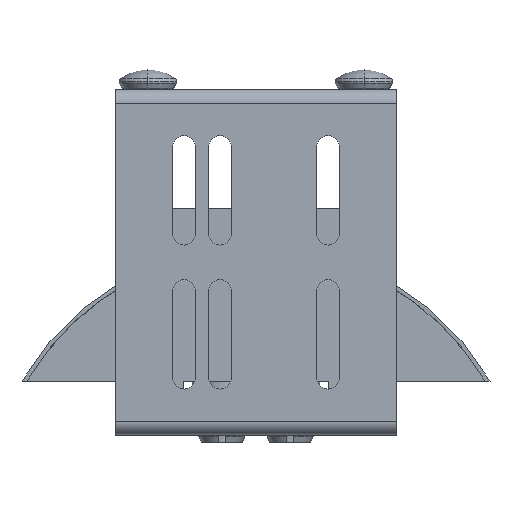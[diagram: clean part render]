
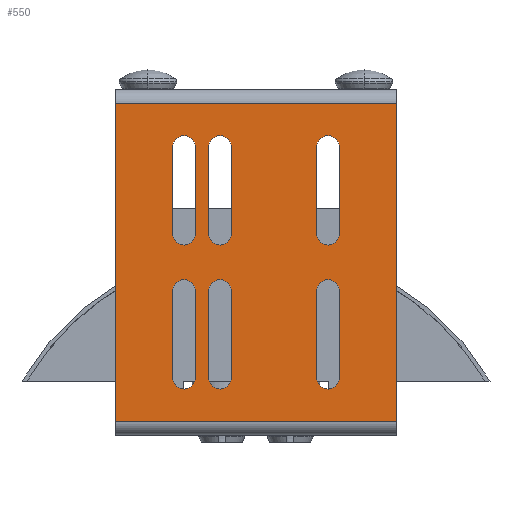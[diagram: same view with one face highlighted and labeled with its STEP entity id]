
A CAD part, left-side view. The second image highlights one B-rep face of the part: STEP entity #550.
In plain terms, the highlighted planar face has unit normal (-1, 0, 0).
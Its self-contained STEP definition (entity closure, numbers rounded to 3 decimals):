
#550=ADVANCED_FACE('',(#1491,#1492,#1493,#1494,#1495,#1496,#1497),#1498,.T.);
#1491=FACE_BOUND('',#2884,.T.);
#1492=FACE_BOUND('',#2885,.T.);
#1493=FACE_BOUND('',#2886,.T.);
#1494=FACE_BOUND('',#2887,.T.);
#1495=FACE_BOUND('',#2888,.T.);
#1496=FACE_BOUND('',#2889,.T.);
#1497=FACE_OUTER_BOUND('',#2890,.T.);
#1498=PLANE('',#2891);
#2884=EDGE_LOOP('',(#4521,#4522,#4523,#4524));
#2885=EDGE_LOOP('',(#4525,#4526,#4527,#4528));
#2886=EDGE_LOOP('',(#4529,#4530,#4531,#4532));
#2887=EDGE_LOOP('',(#4533,#4534,#4535,#4536));
#2888=EDGE_LOOP('',(#4537,#4538,#4539,#4540));
#2889=EDGE_LOOP('',(#4541,#4542,#4543,#4544));
#2890=EDGE_LOOP('',(#4545,#4546,#4547,#4548));
#2891=AXIS2_PLACEMENT_3D('',#4549,#4550,#4551);
#4521=ORIENTED_EDGE('',*,*,#8068,.T.);
#4522=ORIENTED_EDGE('',*,*,#8196,.T.);
#4523=ORIENTED_EDGE('',*,*,#8073,.T.);
#4524=ORIENTED_EDGE('',*,*,#8197,.T.);
#4525=ORIENTED_EDGE('',*,*,#8078,.T.);
#4526=ORIENTED_EDGE('',*,*,#8198,.T.);
#4527=ORIENTED_EDGE('',*,*,#8083,.T.);
#4528=ORIENTED_EDGE('',*,*,#8199,.T.);
#4529=ORIENTED_EDGE('',*,*,#8088,.T.);
#4530=ORIENTED_EDGE('',*,*,#8200,.T.);
#4531=ORIENTED_EDGE('',*,*,#8093,.T.);
#4532=ORIENTED_EDGE('',*,*,#8201,.T.);
#4533=ORIENTED_EDGE('',*,*,#8098,.T.);
#4534=ORIENTED_EDGE('',*,*,#8202,.T.);
#4535=ORIENTED_EDGE('',*,*,#8103,.T.);
#4536=ORIENTED_EDGE('',*,*,#8203,.T.);
#4537=ORIENTED_EDGE('',*,*,#8108,.T.);
#4538=ORIENTED_EDGE('',*,*,#8204,.T.);
#4539=ORIENTED_EDGE('',*,*,#8113,.T.);
#4540=ORIENTED_EDGE('',*,*,#8205,.T.);
#4541=ORIENTED_EDGE('',*,*,#8118,.T.);
#4542=ORIENTED_EDGE('',*,*,#8206,.T.);
#4543=ORIENTED_EDGE('',*,*,#8123,.T.);
#4544=ORIENTED_EDGE('',*,*,#8207,.T.);
#4545=ORIENTED_EDGE('',*,*,#8140,.T.);
#4546=ORIENTED_EDGE('',*,*,#8194,.F.);
#4547=ORIENTED_EDGE('',*,*,#8208,.F.);
#4548=ORIENTED_EDGE('',*,*,#8209,.T.);
#4549=CARTESIAN_POINT('',(0.0,39.0,48.));
#4550=DIRECTION('',(-1.0,0.0,0.0));
#4551=DIRECTION('',(0.0,0.0,-1.0));
#8068=EDGE_CURVE('',#9622,#9619,#9623,.T.);
#8073=EDGE_CURVE('',#9631,#9628,#9632,.T.);
#8078=EDGE_CURVE('',#9640,#9637,#9641,.T.);
#8083=EDGE_CURVE('',#9649,#9646,#9650,.T.);
#8088=EDGE_CURVE('',#9658,#9655,#9659,.T.);
#8093=EDGE_CURVE('',#9667,#9664,#9668,.T.);
#8098=EDGE_CURVE('',#9676,#9673,#9677,.T.);
#8103=EDGE_CURVE('',#9685,#9682,#9686,.T.);
#8108=EDGE_CURVE('',#9694,#9691,#9695,.T.);
#8113=EDGE_CURVE('',#9703,#9700,#9704,.T.);
#8118=EDGE_CURVE('',#9712,#9709,#9713,.T.);
#8123=EDGE_CURVE('',#9721,#9718,#9722,.T.);
#8140=EDGE_CURVE('',#9752,#9750,#9753,.T.);
#8194=EDGE_CURVE('',#9831,#9750,#9833,.T.);
#8196=EDGE_CURVE('',#9619,#9631,#9835,.T.);
#8197=EDGE_CURVE('',#9628,#9622,#9836,.T.);
#8198=EDGE_CURVE('',#9637,#9649,#9837,.T.);
#8199=EDGE_CURVE('',#9646,#9640,#9838,.T.);
#8200=EDGE_CURVE('',#9655,#9667,#9839,.T.);
#8201=EDGE_CURVE('',#9664,#9658,#9840,.T.);
#8202=EDGE_CURVE('',#9673,#9685,#9841,.T.);
#8203=EDGE_CURVE('',#9682,#9676,#9842,.T.);
#8204=EDGE_CURVE('',#9691,#9703,#9843,.T.);
#8205=EDGE_CURVE('',#9700,#9694,#9844,.T.);
#8206=EDGE_CURVE('',#9709,#9721,#9845,.T.);
#8207=EDGE_CURVE('',#9718,#9712,#9846,.T.);
#8208=EDGE_CURVE('',#9847,#9831,#9848,.T.);
#8209=EDGE_CURVE('',#9847,#9752,#9849,.T.);
#9619=VERTEX_POINT('',#11815);
#9622=VERTEX_POINT('',#11819);
#9623=CIRCLE('',#11820,3.2);
#9628=VERTEX_POINT('',#11826);
#9631=VERTEX_POINT('',#11830);
#9632=CIRCLE('',#11831,3.2);
#9637=VERTEX_POINT('',#11837);
#9640=VERTEX_POINT('',#11841);
#9641=CIRCLE('',#11842,3.2);
#9646=VERTEX_POINT('',#11848);
#9649=VERTEX_POINT('',#11852);
#9650=CIRCLE('',#11853,3.2);
#9655=VERTEX_POINT('',#11859);
#9658=VERTEX_POINT('',#11863);
#9659=CIRCLE('',#11864,3.2);
#9664=VERTEX_POINT('',#11870);
#9667=VERTEX_POINT('',#11874);
#9668=CIRCLE('',#11875,3.2);
#9673=VERTEX_POINT('',#11881);
#9676=VERTEX_POINT('',#11885);
#9677=CIRCLE('',#11886,3.2);
#9682=VERTEX_POINT('',#11892);
#9685=VERTEX_POINT('',#11896);
#9686=CIRCLE('',#11897,3.2);
#9691=VERTEX_POINT('',#11903);
#9694=VERTEX_POINT('',#11907);
#9695=CIRCLE('',#11908,3.2);
#9700=VERTEX_POINT('',#11914);
#9703=VERTEX_POINT('',#11918);
#9704=CIRCLE('',#11919,3.2);
#9709=VERTEX_POINT('',#11925);
#9712=VERTEX_POINT('',#11929);
#9713=CIRCLE('',#11930,3.2);
#9718=VERTEX_POINT('',#11936);
#9721=VERTEX_POINT('',#11940);
#9722=CIRCLE('',#11941,3.2);
#9750=VERTEX_POINT('',#11976);
#9752=VERTEX_POINT('',#11978);
#9753=LINE('',#11979,#11980);
#9831=VERTEX_POINT('',#12094);
#9833=LINE('',#12096,#12097);
#9835=LINE('',#12099,#12100);
#9836=LINE('',#12101,#12102);
#9837=LINE('',#12103,#12104);
#9838=LINE('',#12105,#12106);
#9839=LINE('',#12107,#12108);
#9840=LINE('',#12109,#12110);
#9841=LINE('',#12111,#12112);
#9842=LINE('',#12113,#12114);
#9843=LINE('',#12115,#12116);
#9844=LINE('',#12117,#12118);
#9845=LINE('',#12119,#12120);
#9846=LINE('',#12121,#12122);
#9847=VERTEX_POINT('',#12123);
#9848=LINE('',#12124,#12125);
#9849=LINE('',#12126,#12127);
#11815=CARTESIAN_POINT('',(0.0,16.8,40.));
#11819=CARTESIAN_POINT('',(0.0,23.2,40.));
#11820=AXIS2_PLACEMENT_3D('',#14761,#14762,#14763);
#11826=CARTESIAN_POINT('',(0.0,23.2,16.));
#11830=CARTESIAN_POINT('',(0.0,16.8,16.));
#11831=AXIS2_PLACEMENT_3D('',#14769,#14770,#14771);
#11837=CARTESIAN_POINT('',(0.0,16.8,80.));
#11841=CARTESIAN_POINT('',(0.0,23.2,80.));
#11842=AXIS2_PLACEMENT_3D('',#14777,#14778,#14779);
#11848=CARTESIAN_POINT('',(0.0,23.2,56.));
#11852=CARTESIAN_POINT('',(0.0,16.8,56.));
#11853=AXIS2_PLACEMENT_3D('',#14785,#14786,#14787);
#11859=CARTESIAN_POINT('',(0.0,-23.2,40.));
#11863=CARTESIAN_POINT('',(0.0,-16.8,40.));
#11864=AXIS2_PLACEMENT_3D('',#14793,#14794,#14795);
#11870=CARTESIAN_POINT('',(0.0,-16.8,16.));
#11874=CARTESIAN_POINT('',(0.0,-23.2,16.));
#11875=AXIS2_PLACEMENT_3D('',#14801,#14802,#14803);
#11881=CARTESIAN_POINT('',(0.0,-23.2,80.));
#11885=CARTESIAN_POINT('',(0.0,-16.8,80.));
#11886=AXIS2_PLACEMENT_3D('',#14809,#14810,#14811);
#11892=CARTESIAN_POINT('',(0.0,-16.8,56.));
#11896=CARTESIAN_POINT('',(0.0,-23.2,56.));
#11897=AXIS2_PLACEMENT_3D('',#14817,#14818,#14819);
#11903=CARTESIAN_POINT('',(0.0,6.8,40.));
#11907=CARTESIAN_POINT('',(0.0,13.2,40.));
#11908=AXIS2_PLACEMENT_3D('',#14825,#14826,#14827);
#11914=CARTESIAN_POINT('',(0.0,13.2,16.));
#11918=CARTESIAN_POINT('',(0.0,6.8,16.));
#11919=AXIS2_PLACEMENT_3D('',#14833,#14834,#14835);
#11925=CARTESIAN_POINT('',(0.0,6.8,80.));
#11929=CARTESIAN_POINT('',(0.0,13.2,80.));
#11930=AXIS2_PLACEMENT_3D('',#14841,#14842,#14843);
#11936=CARTESIAN_POINT('',(0.0,13.2,56.));
#11940=CARTESIAN_POINT('',(0.0,6.8,56.));
#11941=AXIS2_PLACEMENT_3D('',#14849,#14850,#14851);
#11976=CARTESIAN_POINT('',(0.0,-39.0,92.16));
#11978=CARTESIAN_POINT('',(0.,-39.0,3.84));
#11979=CARTESIAN_POINT('',(0.0,-39.0,3.84));
#11980=VECTOR('',#14877,1.0);
#12094=CARTESIAN_POINT('',(0.0,39.0,92.16));
#12096=CARTESIAN_POINT('',(0.0,39.0,92.16));
#12097=VECTOR('',#14944,1.0);
#12099=CARTESIAN_POINT('',(0.0,16.8,41.));
#12100=VECTOR('',#14945,1.0);
#12101=CARTESIAN_POINT('',(0.0,23.2,38.));
#12102=VECTOR('',#14946,1.0);
#12103=CARTESIAN_POINT('',(0.0,16.8,61.));
#12104=VECTOR('',#14947,1.0);
#12105=CARTESIAN_POINT('',(0.0,23.2,58.));
#12106=VECTOR('',#14948,1.0);
#12107=CARTESIAN_POINT('',(0.0,-23.2,41.));
#12108=VECTOR('',#14949,1.0);
#12109=CARTESIAN_POINT('',(0.0,-16.8,38.));
#12110=VECTOR('',#14950,1.0);
#12111=CARTESIAN_POINT('',(0.0,-23.2,61.));
#12112=VECTOR('',#14951,1.0);
#12113=CARTESIAN_POINT('',(0.0,-16.8,58.));
#12114=VECTOR('',#14952,1.0);
#12115=CARTESIAN_POINT('',(0.0,6.8,41.));
#12116=VECTOR('',#14953,1.0);
#12117=CARTESIAN_POINT('',(0.0,13.2,38.));
#12118=VECTOR('',#14954,1.0);
#12119=CARTESIAN_POINT('',(0.0,6.8,61.));
#12120=VECTOR('',#14955,1.0);
#12121=CARTESIAN_POINT('',(0.0,13.2,58.));
#12122=VECTOR('',#14956,1.0);
#12123=CARTESIAN_POINT('',(0.,39.0,3.84));
#12124=CARTESIAN_POINT('',(0.0,39.0,3.84));
#12125=VECTOR('',#14957,1.0);
#12126=CARTESIAN_POINT('',(0.,39.0,3.84));
#12127=VECTOR('',#14958,1.0);
#14761=CARTESIAN_POINT('',(0.0,20.0,40.));
#14762=DIRECTION('',(1.0,-0.0,0.0));
#14763=DIRECTION('',(0.0,1.,0.));
#14769=CARTESIAN_POINT('',(0.0,20.0,16.));
#14770=DIRECTION('',(1.0,0.0,-0.0));
#14771=DIRECTION('',(0.0,-1.,0.));
#14777=CARTESIAN_POINT('',(0.0,20.0,80.));
#14778=DIRECTION('',(1.0,-0.0,0.0));
#14779=DIRECTION('',(0.0,1.,0.));
#14785=CARTESIAN_POINT('',(0.0,20.0,56.));
#14786=DIRECTION('',(1.0,0.0,-0.0));
#14787=DIRECTION('',(0.0,-1.,0.));
#14793=CARTESIAN_POINT('',(0.0,-20.0,40.));
#14794=DIRECTION('',(1.0,-0.0,0.0));
#14795=DIRECTION('',(0.0,1.,0.));
#14801=CARTESIAN_POINT('',(0.0,-20.0,16.));
#14802=DIRECTION('',(1.0,0.0,-0.0));
#14803=DIRECTION('',(0.0,-1.,0.));
#14809=CARTESIAN_POINT('',(0.0,-20.0,80.));
#14810=DIRECTION('',(1.0,-0.0,0.0));
#14811=DIRECTION('',(0.0,1.,0.));
#14817=CARTESIAN_POINT('',(0.0,-20.0,56.));
#14818=DIRECTION('',(1.0,0.0,-0.0));
#14819=DIRECTION('',(0.0,-1.,0.));
#14825=CARTESIAN_POINT('',(0.0,10.0,40.));
#14826=DIRECTION('',(1.0,-0.0,0.0));
#14827=DIRECTION('',(0.0,1.,0.));
#14833=CARTESIAN_POINT('',(0.0,10.0,16.));
#14834=DIRECTION('',(1.0,0.0,-0.0));
#14835=DIRECTION('',(0.0,-1.,0.));
#14841=CARTESIAN_POINT('',(0.0,10.0,80.));
#14842=DIRECTION('',(1.0,-0.0,0.0));
#14843=DIRECTION('',(0.0,1.,0.));
#14849=CARTESIAN_POINT('',(0.0,10.0,56.));
#14850=DIRECTION('',(1.0,0.0,-0.0));
#14851=DIRECTION('',(0.0,-1.,0.));
#14877=DIRECTION('',(0.0,0.0,1.0));
#14944=DIRECTION('',(0.0,-1.0,0.0));
#14945=DIRECTION('',(-0.0,-0.0,-1.0));
#14946=DIRECTION('',(0.0,-0.0,1.0));
#14947=DIRECTION('',(-0.0,-0.0,-1.0));
#14948=DIRECTION('',(0.0,-0.0,1.0));
#14949=DIRECTION('',(-0.0,-0.0,-1.0));
#14950=DIRECTION('',(0.0,-0.0,1.0));
#14951=DIRECTION('',(-0.0,-0.0,-1.0));
#14952=DIRECTION('',(0.0,-0.0,1.0));
#14953=DIRECTION('',(-0.0,-0.0,-1.0));
#14954=DIRECTION('',(0.0,-0.0,1.0));
#14955=DIRECTION('',(-0.0,-0.0,-1.0));
#14956=DIRECTION('',(0.0,-0.0,1.0));
#14957=DIRECTION('',(0.0,0.0,1.0));
#14958=DIRECTION('',(0.0,-1.0,0.0));
